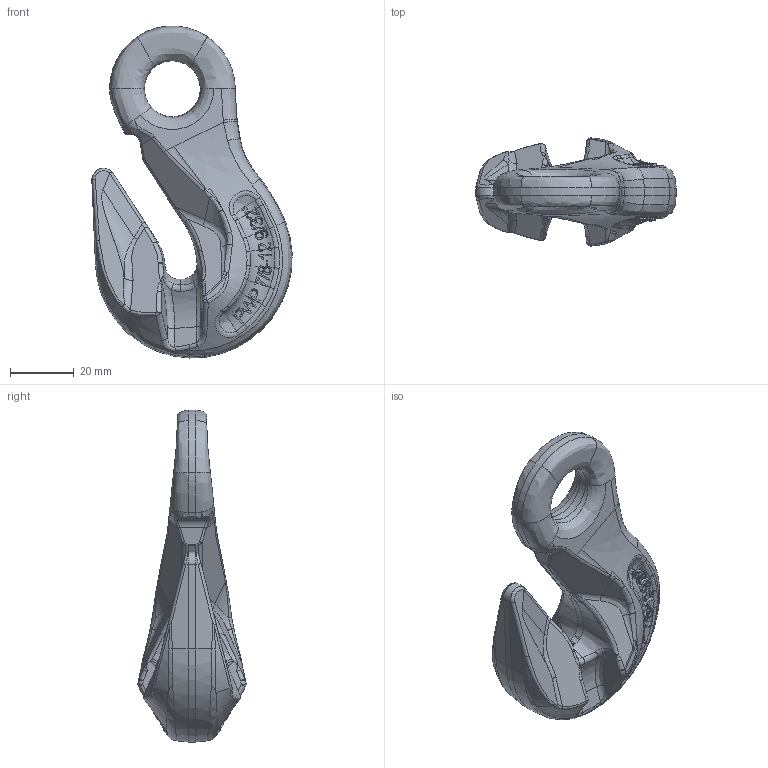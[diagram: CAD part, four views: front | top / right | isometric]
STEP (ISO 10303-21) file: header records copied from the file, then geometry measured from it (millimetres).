
FILE_DESCRIPTION(/* description */ (''),/* implementation_level */ '2;1');
FILE_NAME(/* name */ 'pewag_PWP_7_8.stp',/* time_stamp */ '2022-07-25T12:57:18+02:00',/* author */ (''),/* organization */ (''),/* preprocessor_version */ 'ST-DEVELOPER v16',/* originating_system */ 'SIEMENS PLM Software NX 11.0',/* authorisation */ '');
FILE_SCHEMA (('AUTOMOTIVE_DESIGN { 1 0 10303 214 3 1 1 1 }'));
Length unit declared in the file: millimetre
Products named in the file (1): baf2CDCD1B4kfai
Bounding box: 62.61 x 33.82 x 103.79 mm (x, y, z)
Volume: 60327.2 mm3; surface area: 13674.5 mm2
Topology: 1 solids, 2 shells, 650 faces, 1709 edges, 1083 vertices
Faces by surface type: bspline 191, plane 186, extrusion 105, torus 90, cylinder 56, cone 16, sphere 6
Entity records: 37184 total; most frequent: CARTESIAN_POINT 23955, ORIENTED_EDGE 3382, EDGE_CURVE 1691, DIRECTION 1649, B_SPLINE_CURVE_WITH_KNOTS 1190, VERTEX_POINT 1078, EDGE_LOOP 685, ADVANCED_FACE 650
